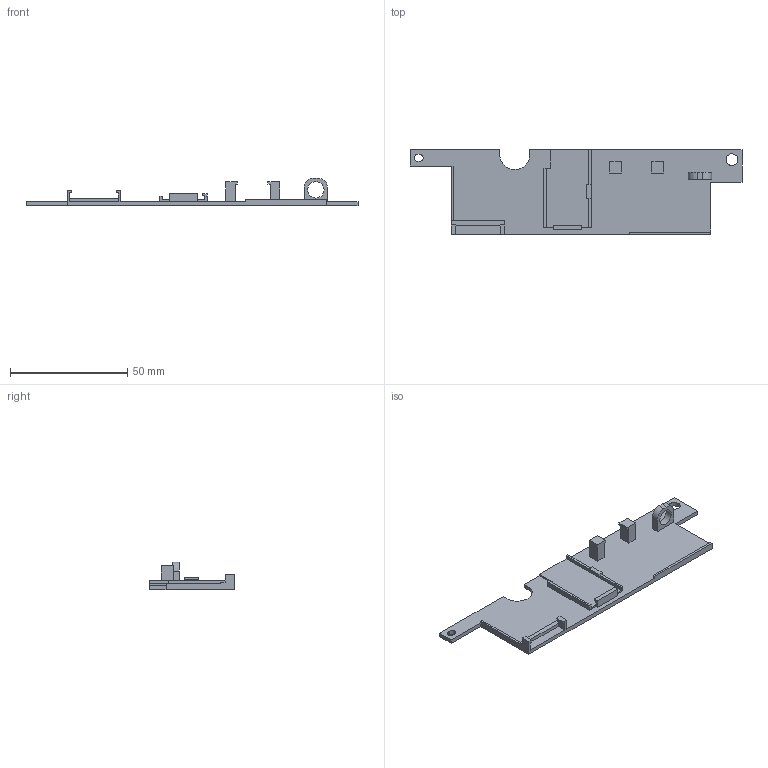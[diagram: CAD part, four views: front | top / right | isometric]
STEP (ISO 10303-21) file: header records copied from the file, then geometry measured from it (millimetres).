
FILE_DESCRIPTION(/* description */ (''),/* implementation_level */ '2;1');
FILE_NAME(/* name */ 'HHKB NiceNano Mount.step',/* time_stamp */ '2024-03-22T20:47:00-04:00',/* author */ (''),/* organization */ (''),/* preprocessor_version */ 'ST-DEVELOPER v20',/* originating_system */ 'Autodesk Translation Framework v12.20.1.177',/* authorisation */ '');
FILE_SCHEMA (('AUTOMOTIVE_DESIGN { 1 0 10303 214 3 1 1 }'));
Length unit declared in the file: millimetre
Products named in the file (1): Untitled
Bounding box: 141.8 x 36.2 x 11.8 mm (x, y, z)
Volume: 8854.9 mm3; surface area: 10365.4 mm2
Topology: 1 solids, 1 shells, 86 faces, 238 edges, 157 vertices
Faces by surface type: plane 79, cylinder 7
Full cylindrical faces by diameter (mm): 5 x1, 7 x1
Entity records: 2741 total; most frequent: CARTESIAN_POINT 482, ORIENTED_EDGE 476, DIRECTION 426, EDGE_CURVE 238, LINE 224, VECTOR 224, VERTEX_POINT 157, AXIS2_PLACEMENT_3D 101
